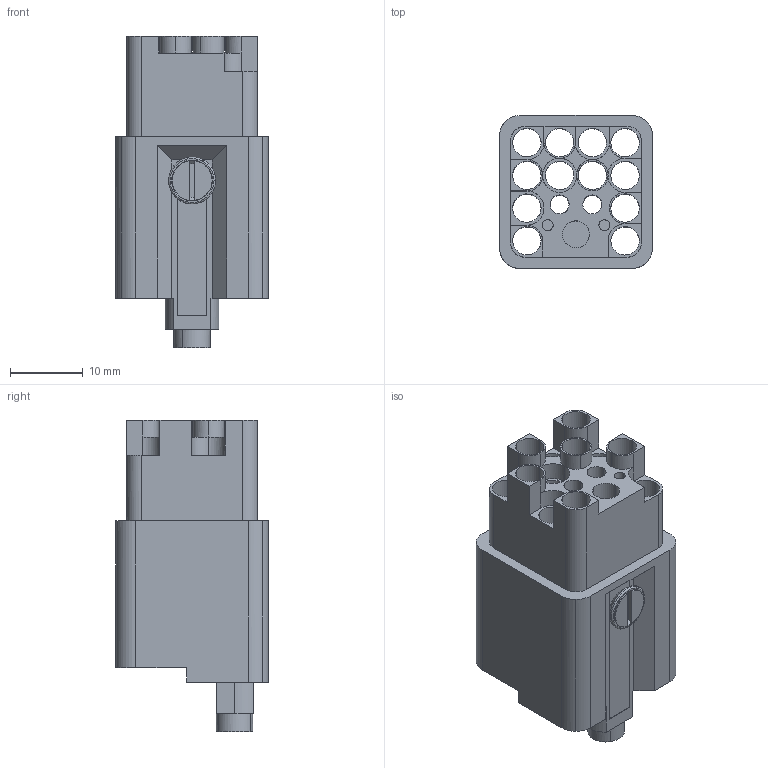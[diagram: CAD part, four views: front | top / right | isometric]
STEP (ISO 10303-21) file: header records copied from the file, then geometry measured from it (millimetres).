
FILE_DESCRIPTION(('CATIA V5 STEP Exchange','CAx-IF Rec.Pracs.--- Model Styling and Organization---1.4--- 2014-01-23'),'2;1');
FILE_NAME ('13427221_2_1993820000_1993820000 HDC HQ 12 FC.stp','2019-07-25T14:50:15+00:00',('none'),('Weidmueller'),'CATIA Version 5-6 Release 2016 SP3 HF44','CATIA V5 STEP AP214','none');
FILE_SCHEMA(('AUTOMOTIVE_DESIGN { 1 0 10303 214 1 1 1 1 }'));
Length unit declared in the file: millimetre
Products named in the file (1): 1993820000
Bounding box: 21 x 21 x 42.8 mm (x, y, z)
Volume: 7585.9 mm3; surface area: 9299.7 mm2
Topology: 1 solids, 2 shells, 209 faces, 553 edges, 355 vertices
Faces by surface type: bspline 104, plane 83, cylinder 8, cone 8, torus 6
Entity records: 7645 total; most frequent: CARTESIAN_POINT 3678, ORIENTED_EDGE 1106, EDGE_CURVE 553, DIRECTION 424, VERTEX_POINT 355, EDGE_LOOP 244, ADVANCED_FACE 209, FACE_OUTER_BOUND 209
